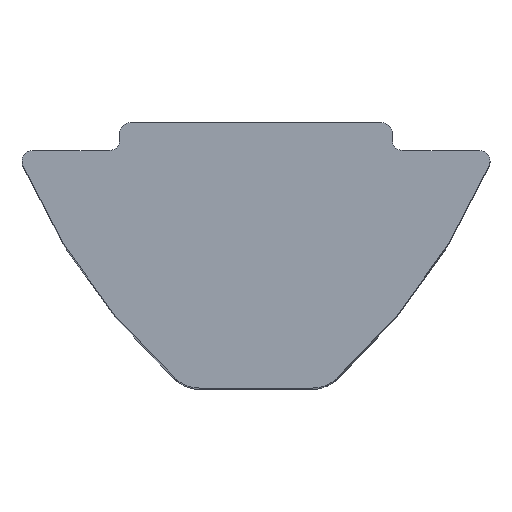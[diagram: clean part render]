
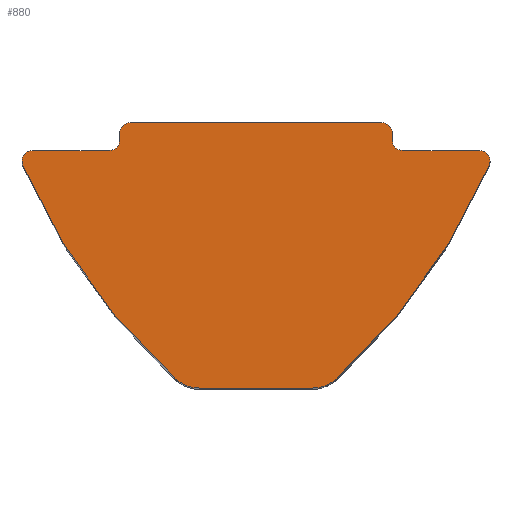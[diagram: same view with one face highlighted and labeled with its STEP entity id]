
A CAD part, top view. The second image highlights one B-rep face of the part: STEP entity #880.
In plain terms, the highlighted planar face has unit normal (0, 0, 1).
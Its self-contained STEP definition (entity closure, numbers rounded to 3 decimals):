
#171=CARTESIAN_POINT('',(2.292,-7.343,22.));
#172=VERTEX_POINT('',#171);
#179=CARTESIAN_POINT('',(1.623,-7.6,22.));
#180=VERTEX_POINT('',#179);
#181=CARTESIAN_POINT('',(1.623,-6.6,22.));
#182=DIRECTION('',(0.,0.,1.));
#183=DIRECTION('',(-1.,0.,0.));
#184=AXIS2_PLACEMENT_3D('',#181,#182,#183);
#185=CIRCLE('',#184,1.);
#186=EDGE_CURVE('',#180,#172,#185,.T.);
#229=CARTESIAN_POINT('',(-1.623,-7.6,22.));
#230=VERTEX_POINT('',#229);
#231=CARTESIAN_POINT('',(-12349.2,-7.6,22.));
#232=DIRECTION('',(1.,0.,-0.));
#233=VECTOR('',#232,24690.);
#234=LINE('',#231,#233);
#235=EDGE_CURVE('',#230,#180,#234,.T.);
#381=CARTESIAN_POINT('',(-6.7,-1.1,22.));
#382=VERTEX_POINT('',#381);
#383=CARTESIAN_POINT('',(-6.676,-1.218,22.));
#384=VERTEX_POINT('',#383);
#385=CARTESIAN_POINT('',(-6.4,-1.1,22.));
#386=DIRECTION('',(-0.,-0.,1.));
#387=DIRECTION('',(-1.,0.,0.));
#388=AXIS2_PLACEMENT_3D('',#385,#386,#387);
#389=CIRCLE('',#388,0.3);
#390=EDGE_CURVE('',#382,#384,#389,.T.);
#423=CARTESIAN_POINT('',(-4.2,-0.8,22.));
#424=VERTEX_POINT('',#423);
#425=CARTESIAN_POINT('',(-6.4,-0.8,22.));
#426=VERTEX_POINT('',#425);
#427=CARTESIAN_POINT('',(12339.85,-0.8,22.));
#428=DIRECTION('',(-1.,0.,0.));
#429=VECTOR('',#428,24690.);
#430=LINE('',#427,#429);
#431=EDGE_CURVE('',#424,#426,#430,.T.);
#464=CARTESIAN_POINT('',(-6.4,-1.1,22.));
#465=DIRECTION('',(-0.,-0.,1.));
#466=DIRECTION('',(-1.,0.,0.));
#467=AXIS2_PLACEMENT_3D('',#464,#465,#466);
#468=CIRCLE('',#467,0.3);
#469=EDGE_CURVE('',#426,#382,#468,.T.);
#489=CARTESIAN_POINT('',(-2.292,-7.343,22.));
#490=VERTEX_POINT('',#489);
#497=CARTESIAN_POINT('',(9.413,5.666,22.));
#498=DIRECTION('',(-0.,-0.,1.));
#499=DIRECTION('',(-1.,0.,0.));
#500=AXIS2_PLACEMENT_3D('',#497,#498,#499);
#501=CIRCLE('',#500,17.5);
#502=EDGE_CURVE('',#384,#490,#501,.T.);
#605=CARTESIAN_POINT('',(6.676,-1.218,22.));
#606=VERTEX_POINT('',#605);
#613=CARTESIAN_POINT('',(-9.413,5.666,22.));
#614=DIRECTION('',(-0.,-0.,1.));
#615=DIRECTION('',(-1.,0.,0.));
#616=AXIS2_PLACEMENT_3D('',#613,#614,#615);
#617=CIRCLE('',#616,17.5);
#618=EDGE_CURVE('',#172,#606,#617,.T.);
#630=CARTESIAN_POINT('',(6.7,-1.1,22.));
#631=VERTEX_POINT('',#630);
#638=CARTESIAN_POINT('',(6.4,-1.1,22.));
#639=DIRECTION('',(-0.,-0.,1.));
#640=DIRECTION('',(-1.,0.,0.));
#641=AXIS2_PLACEMENT_3D('',#638,#639,#640);
#642=CIRCLE('',#641,0.3);
#643=EDGE_CURVE('',#606,#631,#642,.T.);
#671=CARTESIAN_POINT('',(4.2,-0.8,22.));
#672=VERTEX_POINT('',#671);
#679=CARTESIAN_POINT('',(6.4,-0.8,22.));
#680=VERTEX_POINT('',#679);
#681=CARTESIAN_POINT('',(12343.75,-0.8,22.));
#682=DIRECTION('',(-1.,-0.,0.));
#683=VECTOR('',#682,24690.);
#684=LINE('',#681,#683);
#685=EDGE_CURVE('',#680,#672,#684,.T.);
#701=CARTESIAN_POINT('',(3.9,-0.5,22.));
#702=VERTEX_POINT('',#701);
#703=CARTESIAN_POINT('',(3.9,-0.3,22.));
#704=VERTEX_POINT('',#703);
#705=CARTESIAN_POINT('',(3.9,-12345.55,22.));
#706=DIRECTION('',(0.,1.,-0.));
#707=VECTOR('',#706,24690.);
#708=LINE('',#705,#707);
#709=EDGE_CURVE('',#702,#704,#708,.T.);
#744=CARTESIAN_POINT('',(3.6,-0.,22.));
#745=VERTEX_POINT('',#744);
#746=CARTESIAN_POINT('',(-3.6,-0.,22.));
#747=VERTEX_POINT('',#746);
#748=CARTESIAN_POINT('',(12343.75,0.,22.));
#749=DIRECTION('',(-1.,-0.,0.));
#750=VECTOR('',#749,24690.);
#751=LINE('',#748,#750);
#752=EDGE_CURVE('',#745,#747,#751,.T.);
#794=CARTESIAN_POINT('',(-3.9,-0.5,22.));
#795=VERTEX_POINT('',#794);
#802=CARTESIAN_POINT('',(-3.9,-0.3,22.));
#803=VERTEX_POINT('',#802);
#804=CARTESIAN_POINT('',(-3.9,12344.45,22.));
#805=DIRECTION('',(0.,-1.,0.));
#806=VECTOR('',#805,24690.);
#807=LINE('',#804,#806);
#808=EDGE_CURVE('',#803,#795,#807,.T.);
#819=CARTESIAN_POINT('',(-6.4,-1.1,22.));
#820=DIRECTION('',(0.,0.,1.));
#821=DIRECTION('',(1.,0.,0.));
#822=AXIS2_PLACEMENT_3D('',#819,#820,#821);
#823=PLANE('',#822);
#824=ORIENTED_EDGE('',*,*,#502,.T.);
#825=CARTESIAN_POINT('',(-1.623,-6.6,22.));
#826=DIRECTION('',(0.,0.,1.));
#827=DIRECTION('',(-1.,0.,0.));
#828=AXIS2_PLACEMENT_3D('',#825,#826,#827);
#829=CIRCLE('',#828,1.);
#830=EDGE_CURVE('',#490,#230,#829,.T.);
#831=ORIENTED_EDGE('',*,*,#830,.T.);
#832=ORIENTED_EDGE('',*,*,#235,.T.);
#833=ORIENTED_EDGE('',*,*,#186,.T.);
#834=ORIENTED_EDGE('',*,*,#618,.T.);
#835=ORIENTED_EDGE('',*,*,#643,.T.);
#836=CARTESIAN_POINT('',(6.4,-1.1,22.));
#837=DIRECTION('',(-0.,-0.,1.));
#838=DIRECTION('',(-1.,0.,0.));
#839=AXIS2_PLACEMENT_3D('',#836,#837,#838);
#840=CIRCLE('',#839,0.3);
#841=EDGE_CURVE('',#631,#680,#840,.T.);
#842=ORIENTED_EDGE('',*,*,#841,.T.);
#843=ORIENTED_EDGE('',*,*,#685,.T.);
#844=CARTESIAN_POINT('',(4.2,-0.5,22.));
#845=DIRECTION('',(-0.,-0.,-1.));
#846=DIRECTION('',(1.,0.,-0.));
#847=AXIS2_PLACEMENT_3D('',#844,#845,#846);
#848=CIRCLE('',#847,0.3);
#849=EDGE_CURVE('',#672,#702,#848,.T.);
#850=ORIENTED_EDGE('',*,*,#849,.T.);
#851=ORIENTED_EDGE('',*,*,#709,.T.);
#852=CARTESIAN_POINT('',(3.6,-0.3,22.));
#853=DIRECTION('',(0.,0.,1.));
#854=DIRECTION('',(-1.,0.,0.));
#855=AXIS2_PLACEMENT_3D('',#852,#853,#854);
#856=CIRCLE('',#855,0.3);
#857=EDGE_CURVE('',#704,#745,#856,.T.);
#858=ORIENTED_EDGE('',*,*,#857,.T.);
#859=ORIENTED_EDGE('',*,*,#752,.T.);
#860=CARTESIAN_POINT('',(-3.6,-0.3,22.));
#861=DIRECTION('',(0.,0.,1.));
#862=DIRECTION('',(-1.,0.,0.));
#863=AXIS2_PLACEMENT_3D('',#860,#861,#862);
#864=CIRCLE('',#863,0.3);
#865=EDGE_CURVE('',#747,#803,#864,.T.);
#866=ORIENTED_EDGE('',*,*,#865,.T.);
#867=ORIENTED_EDGE('',*,*,#808,.T.);
#868=CARTESIAN_POINT('',(-4.2,-0.5,22.));
#869=DIRECTION('',(-0.,-0.,-1.));
#870=DIRECTION('',(1.,0.,-0.));
#871=AXIS2_PLACEMENT_3D('',#868,#869,#870);
#872=CIRCLE('',#871,0.3);
#873=EDGE_CURVE('',#795,#424,#872,.T.);
#874=ORIENTED_EDGE('',*,*,#873,.T.);
#875=ORIENTED_EDGE('',*,*,#431,.T.);
#876=ORIENTED_EDGE('',*,*,#469,.T.);
#877=ORIENTED_EDGE('',*,*,#390,.T.);
#878=EDGE_LOOP('',(#824,#831,#832,#833,#834,#835,#842,#843,#850,#851,#858,#859,#866,#867,#874,#875,#876,#877));
#879=FACE_BOUND('',#878,.T.);
#880=ADVANCED_FACE('NONE',(#879),#823,.T.);
